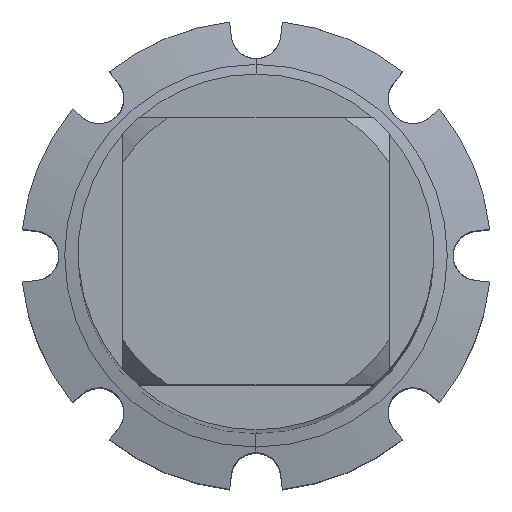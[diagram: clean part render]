
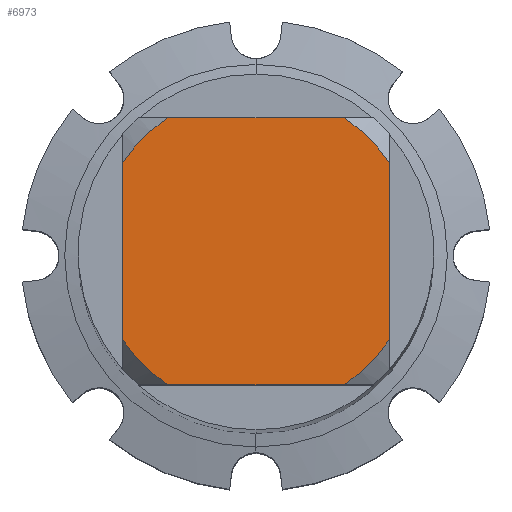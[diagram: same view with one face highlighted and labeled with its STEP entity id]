
A CAD part, top view. The second image highlights one B-rep face of the part: STEP entity #6973.
In plain terms, the highlighted planar face has unit normal (0, 0, 1).
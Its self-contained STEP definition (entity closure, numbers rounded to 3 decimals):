
#3481=EDGE_CURVE('',#5077,#6833,#10358,.T.);
#3493=VERTEX_POINT('',#10370);
#3517=VERTEX_POINT('',#10394);
#4491=EDGE_CURVE('',#7473,#10311,#11449,.T.);
#5007=EDGE_CURVE('',#7473,#6833,#12006,.T.);
#5077=VERTEX_POINT('',#12079);
#5393=EDGE_CURVE('',#3493,#7667,#12427,.T.);
#5637=VERTEX_POINT('',#12699);
#6355=EDGE_CURVE('',#5077,#3517,#13472,.T.);
#6833=VERTEX_POINT('',#13993);
#6877=EDGE_CURVE('',#5637,#7667,#14037,.T.);
#6973=ADVANCED_FACE('',(#14144),#14145,.T.);
#7109=EDGE_CURVE('',#3493,#10311,#14296,.T.);
#7473=VERTEX_POINT('',#14698);
#7667=VERTEX_POINT('',#14905);
#8143=EDGE_CURVE('',#5637,#3517,#15435,.T.);
#10311=VERTEX_POINT('',#17765);
#10358=LINE('',#17831,#17832);
#10370=CARTESIAN_POINT('',(4.5,-2.985,0.0));
#10394=CARTESIAN_POINT('',(-2.985,4.5,0.0));
#11449=LINE('',#19740,#19741);
#12006=CIRCLE('',#20706,5.4);
#12079=CARTESIAN_POINT('',(-4.5,2.985,0.0));
#12427=LINE('',#21453,#21454);
#12699=CARTESIAN_POINT('',(2.985,4.5,0.0));
#13472=CIRCLE('',#23236,5.4);
#13993=CARTESIAN_POINT('',(-4.5,-2.985,0.0));
#14037=CIRCLE('',#24216,5.4);
#14144=FACE_OUTER_BOUND('',#24381,.T.);
#14145=PLANE('',#24382);
#14296=CIRCLE('',#24616,5.4);
#14698=CARTESIAN_POINT('',(-2.985,-4.5,0.0));
#14905=CARTESIAN_POINT('',(4.5,2.985,0.0));
#15435=LINE('',#26556,#26557);
#17765=CARTESIAN_POINT('',(2.985,-4.5,0.0));
#17831=CARTESIAN_POINT('',(-4.5,1.35,0.0));
#17832=VECTOR('',#30651,1.0);
#19740=CARTESIAN_POINT('',(0.0,-4.5,0.0));
#19741=VECTOR('',#31766,1.0);
#20706=AXIS2_PLACEMENT_3D('',#32282,#32283,#32284);
#21453=CARTESIAN_POINT('',(4.5,1.35,0.0));
#21454=VECTOR('',#32814,1.0);
#23236=AXIS2_PLACEMENT_3D('',#33866,#33867,#33868);
#24216=AXIS2_PLACEMENT_3D('',#34484,#34485,#34486);
#24381=EDGE_LOOP('',(#34607,#34608,#34609,#34610,#34611,#34612,#34613,#34614));
#24382=AXIS2_PLACEMENT_3D('',#34615,#34616,#34617);
#24616=AXIS2_PLACEMENT_3D('',#34805,#34806,#34807);
#26556=CARTESIAN_POINT('',(0.0,4.5,0.0));
#26557=VECTOR('',#36108,1.0);
#30651=DIRECTION('',(-0.0,-1.0,0.0));
#31766=DIRECTION('',(1.0,0.0,0.0));
#32282=CARTESIAN_POINT('',(0.0,0.0,0.0));
#32283=DIRECTION('',(0.0,0.0,-1.0));
#32284=DIRECTION('',(0.0,1.0,0.0));
#32814=DIRECTION('',(-0.0,1.0,0.0));
#33866=CARTESIAN_POINT('',(0.0,0.0,0.0));
#33867=DIRECTION('',(0.0,0.0,-1.0));
#33868=DIRECTION('',(0.0,1.0,0.0));
#34484=CARTESIAN_POINT('',(0.0,0.0,0.0));
#34485=DIRECTION('',(0.0,0.0,-1.0));
#34486=DIRECTION('',(0.0,1.0,0.0));
#34607=ORIENTED_EDGE('',*,*,#3481,.T.);
#34608=ORIENTED_EDGE('',*,*,#5007,.F.);
#34609=ORIENTED_EDGE('',*,*,#4491,.T.);
#34610=ORIENTED_EDGE('',*,*,#7109,.F.);
#34611=ORIENTED_EDGE('',*,*,#5393,.T.);
#34612=ORIENTED_EDGE('',*,*,#6877,.F.);
#34613=ORIENTED_EDGE('',*,*,#8143,.T.);
#34614=ORIENTED_EDGE('',*,*,#6355,.F.);
#34615=CARTESIAN_POINT('',(0.0,2.7,0.0));
#34616=DIRECTION('',(-0.0,0.0,1.0));
#34617=DIRECTION('',(0.0,-1.0,0.0));
#34805=CARTESIAN_POINT('',(0.0,0.0,0.0));
#34806=DIRECTION('',(0.0,0.0,-1.0));
#34807=DIRECTION('',(0.0,1.0,0.0));
#36108=DIRECTION('',(-1.0,0.0,0.0));
